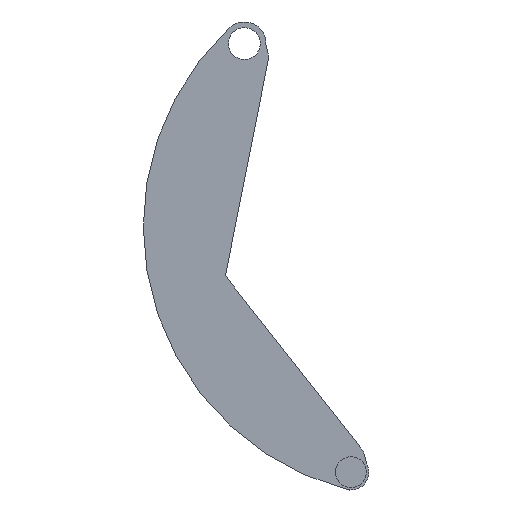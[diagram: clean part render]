
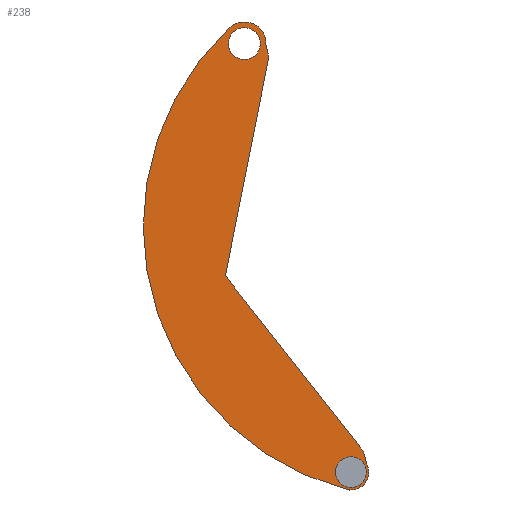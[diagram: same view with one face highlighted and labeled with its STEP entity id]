
A CAD part, top view. The second image highlights one B-rep face of the part: STEP entity #238.
In plain terms, the highlighted planar face has unit normal (0, 0, 1).
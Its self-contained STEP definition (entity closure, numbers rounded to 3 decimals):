
#15=FACE_BOUND('',#42,.T.);
#16=FACE_BOUND('',#43,.T.);
#19=PLANE('',#274);
#27=FACE_OUTER_BOUND('',#41,.T.);
#41=EDGE_LOOP('',(#171,#172,#173,#174,#175,#176,#177,#178,#179));
#42=EDGE_LOOP('',(#180));
#43=EDGE_LOOP('',(#181));
#58=LINE('',#387,#77);
#61=LINE('',#393,#80);
#62=LINE('',#401,#81);
#63=LINE('',#404,#82);
#77=VECTOR('',#310,10.);
#80=VECTOR('',#315,10.);
#81=VECTOR('',#322,10.);
#82=VECTOR('',#325,10.);
#95=CIRCLE('',#272,2.);
#96=CIRCLE('',#275,1.968);
#97=CIRCLE('',#276,24.718);
#98=CIRCLE('',#277,1.62);
#99=CIRCLE('',#278,2.);
#100=CIRCLE('',#279,1.4);
#101=CIRCLE('',#280,1.45);
#110=VERTEX_POINT('',#380);
#111=VERTEX_POINT('',#382);
#112=VERTEX_POINT('',#386);
#114=VERTEX_POINT('',#392);
#115=VERTEX_POINT('',#394);
#116=VERTEX_POINT('',#396);
#117=VERTEX_POINT('',#398);
#118=VERTEX_POINT('',#400);
#119=VERTEX_POINT('',#402);
#120=VERTEX_POINT('',#405);
#121=VERTEX_POINT('',#407);
#132=EDGE_CURVE('',#110,#111,#95,.T.);
#134=EDGE_CURVE('',#112,#111,#58,.T.);
#137=EDGE_CURVE('',#110,#114,#61,.T.);
#138=EDGE_CURVE('',#114,#115,#96,.T.);
#139=EDGE_CURVE('',#115,#116,#97,.T.);
#140=EDGE_CURVE('',#116,#117,#98,.T.);
#141=EDGE_CURVE('',#117,#118,#62,.T.);
#142=EDGE_CURVE('',#119,#118,#99,.T.);
#143=EDGE_CURVE('',#119,#112,#63,.T.);
#144=EDGE_CURVE('',#120,#120,#100,.T.);
#145=EDGE_CURVE('',#121,#121,#101,.T.);
#171=ORIENTED_EDGE('',*,*,#132,.F.);
#172=ORIENTED_EDGE('',*,*,#137,.T.);
#173=ORIENTED_EDGE('',*,*,#138,.T.);
#174=ORIENTED_EDGE('',*,*,#139,.T.);
#175=ORIENTED_EDGE('',*,*,#140,.T.);
#176=ORIENTED_EDGE('',*,*,#141,.T.);
#177=ORIENTED_EDGE('',*,*,#142,.F.);
#178=ORIENTED_EDGE('',*,*,#143,.T.);
#179=ORIENTED_EDGE('',*,*,#134,.T.);
#180=ORIENTED_EDGE('',*,*,#144,.T.);
#181=ORIENTED_EDGE('',*,*,#145,.T.);
#238=ADVANCED_FACE('',(#27,#15,#16),#19,.T.);
#272=AXIS2_PLACEMENT_3D('',#383,#305,#306);
#274=AXIS2_PLACEMENT_3D('',#391,#313,#314);
#275=AXIS2_PLACEMENT_3D('',#395,#316,#317);
#276=AXIS2_PLACEMENT_3D('',#397,#318,#319);
#277=AXIS2_PLACEMENT_3D('',#399,#320,#321);
#278=AXIS2_PLACEMENT_3D('',#403,#323,#324);
#279=AXIS2_PLACEMENT_3D('',#406,#326,#327);
#280=AXIS2_PLACEMENT_3D('',#408,#328,#329);
#305=DIRECTION('center_axis',(0.,0.,
-1.));
#306=DIRECTION('ref_axis',(1.,0.02,0.));
#310=DIRECTION('',(0.194,0.981,0.));
#313=DIRECTION('center_axis',(0.,0.,
1.));
#314=DIRECTION('ref_axis',(1.,0.,0.));
#315=DIRECTION('',(-0.233,0.972,0.));
#316=DIRECTION('center_axis',(0.,0.,
1.));
#317=DIRECTION('ref_axis',(0.999,-0.04,0.));
#318=DIRECTION('center_axis',(0.,0.,
1.));
#319=DIRECTION('ref_axis',(-0.682,0.731,0.));
#320=DIRECTION('center_axis',(0.,0.,
1.));
#321=DIRECTION('ref_axis',(-0.289,-0.957,0.));
#322=DIRECTION('',(-0.233,0.972,0.));
#323=DIRECTION('center_axis',(0.,0.,
-1.));
#324=DIRECTION('ref_axis',(0.9,0.436,0.));
#325=DIRECTION('',(-0.618,0.786,0.));
#326=DIRECTION('center_axis',(0.,0.,
-1.));
#327=DIRECTION('ref_axis',(-0.731,-0.682,0.));
#328=DIRECTION('center_axis',(0.,0.,
-1.));
#329=DIRECTION('ref_axis',(-0.731,-0.682,0.));
#380=CARTESIAN_POINT('',(-117.777,-18.63,0.3));
#382=CARTESIAN_POINT('',(-117.76,-19.486,0.3));
#383=CARTESIAN_POINT('Origin',(-119.722,-19.097,0.3));
#386=CARTESIAN_POINT('',(-121.627,-39.007,0.3));
#387=CARTESIAN_POINT('',(-121.471,-38.222,0.3));
#391=CARTESIAN_POINT('Origin',(-118.435,-38.008,0.3));
#392=CARTESIAN_POINT('',(-117.94,-17.951,0.3));
#393=CARTESIAN_POINT('',(-108.783,-56.094,0.3));
#394=CARTESIAN_POINT('',(-121.24,-16.426,0.3));
#395=CARTESIAN_POINT('Origin',(-119.906,-17.873,0.3));
#396=CARTESIAN_POINT('',(-110.558,-58.441,0.3));
#397=CARTESIAN_POINT('Origin',(-104.386,-34.507,0.3));
#398=CARTESIAN_POINT('',(-108.783,-56.094,0.3));
#399=CARTESIAN_POINT('Origin',(-110.21,-56.859,0.3));
#400=CARTESIAN_POINT('',(-108.946,-55.415,0.3));
#401=CARTESIAN_POINT('',(-108.783,-56.094,0.3));
#402=CARTESIAN_POINT('',(-109.319,-54.645,0.3));
#403=CARTESIAN_POINT('Origin',(-110.89,-55.882,0.3));
#404=CARTESIAN_POINT('',(-114.97,-47.465,0.3));
#405=CARTESIAN_POINT('',(-109.186,-55.904,0.3));
#406=CARTESIAN_POINT('Origin',(-110.21,-56.859,0.3));
#407=CARTESIAN_POINT('',(-118.846,-16.883,0.3));
#408=CARTESIAN_POINT('Origin',(-119.906,-17.873,0.3));
